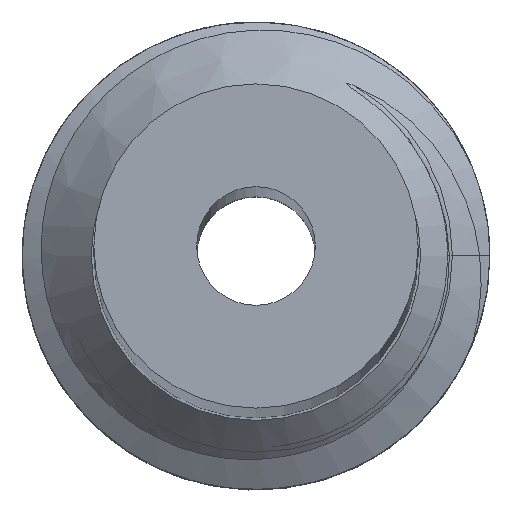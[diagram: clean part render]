
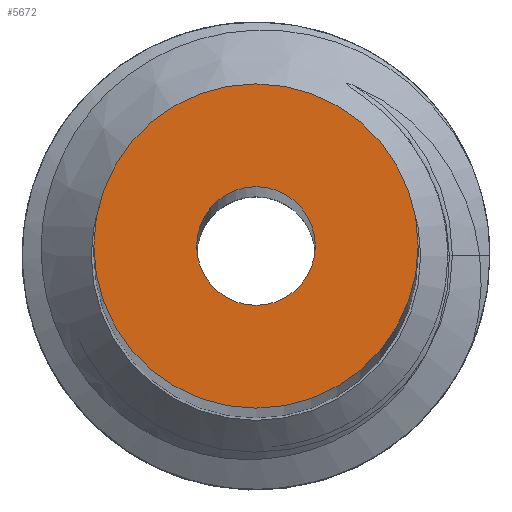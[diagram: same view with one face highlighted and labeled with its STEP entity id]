
A CAD part, top view. The second image highlights one B-rep face of the part: STEP entity #5672.
In plain terms, the highlighted planar face has unit normal (0, 0, 1).
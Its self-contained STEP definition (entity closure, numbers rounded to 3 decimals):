
#5506 = VERTEX_POINT('',#5507);
#5507 = CARTESIAN_POINT('',(4.1,0.,140.));
#5514 = CYLINDRICAL_SURFACE('',#5515,4.1);
#5515 = AXIS2_PLACEMENT_3D('',#5516,#5517,#5518);
#5516 = CARTESIAN_POINT('',(0.,0.,0.));
#5517 = DIRECTION('',(-0.,-0.,-1.));
#5518 = DIRECTION('',(1.,0.,0.));
#5533 = EDGE_CURVE('',#5506,#5506,#5534,.T.);
#5534 = SURFACE_CURVE('',#5535,(#5540,#5547),.PCURVE_S1.);
#5535 = CIRCLE('',#5536,4.1);
#5536 = AXIS2_PLACEMENT_3D('',#5537,#5538,#5539);
#5537 = CARTESIAN_POINT('',(0.,0.,140.));
#5538 = DIRECTION('',(0.,0.,1.));
#5539 = DIRECTION('',(1.,0.,0.));
#5540 = PCURVE('',#5514,#5541);
#5541 = DEFINITIONAL_REPRESENTATION('',(#5542),#5546);
#5542 = LINE('',#5543,#5544);
#5543 = CARTESIAN_POINT('',(-0.,-140.));
#5544 = VECTOR('',#5545,1.);
#5545 = DIRECTION('',(-1.,0.));
#5546 = ( GEOMETRIC_REPRESENTATION_CONTEXT(2) 
PARAMETRIC_REPRESENTATION_CONTEXT() REPRESENTATION_CONTEXT('2D SPACE',''
  ) );
#5547 = PCURVE('',#5548,#5553);
#5548 = PLANE('',#5549);
#5549 = AXIS2_PLACEMENT_3D('',#5550,#5551,#5552);
#5550 = CARTESIAN_POINT('',(0.,0.,140.));
#5551 = DIRECTION('',(0.,0.,1.));
#5552 = DIRECTION('',(1.,0.,0.));
#5553 = DEFINITIONAL_REPRESENTATION('',(#5554),#5558);
#5554 = CIRCLE('',#5555,4.1);
#5555 = AXIS2_PLACEMENT_2D('',#5556,#5557);
#5556 = CARTESIAN_POINT('',(0.,0.));
#5557 = DIRECTION('',(1.,0.));
#5558 = ( GEOMETRIC_REPRESENTATION_CONTEXT(2) 
PARAMETRIC_REPRESENTATION_CONTEXT() REPRESENTATION_CONTEXT('2D SPACE',''
  ) );
#5594 = VERTEX_POINT('',#5595);
#5595 = CARTESIAN_POINT('',(1.5,0.,140.));
#5602 = CYLINDRICAL_SURFACE('',#5603,1.5);
#5603 = AXIS2_PLACEMENT_3D('',#5604,#5605,#5606);
#5604 = CARTESIAN_POINT('',(0.,0.,0.));
#5605 = DIRECTION('',(-0.,-0.,-1.));
#5606 = DIRECTION('',(1.,0.,0.));
#5621 = EDGE_CURVE('',#5594,#5594,#5622,.T.);
#5622 = SURFACE_CURVE('',#5623,(#5628,#5635),.PCURVE_S1.);
#5623 = CIRCLE('',#5624,1.5);
#5624 = AXIS2_PLACEMENT_3D('',#5625,#5626,#5627);
#5625 = CARTESIAN_POINT('',(0.,0.,140.));
#5626 = DIRECTION('',(0.,0.,1.));
#5627 = DIRECTION('',(1.,0.,0.));
#5628 = PCURVE('',#5602,#5629);
#5629 = DEFINITIONAL_REPRESENTATION('',(#5630),#5634);
#5630 = LINE('',#5631,#5632);
#5631 = CARTESIAN_POINT('',(-0.,-140.));
#5632 = VECTOR('',#5633,1.);
#5633 = DIRECTION('',(-1.,0.));
#5634 = ( GEOMETRIC_REPRESENTATION_CONTEXT(2) 
PARAMETRIC_REPRESENTATION_CONTEXT() REPRESENTATION_CONTEXT('2D SPACE',''
  ) );
#5635 = PCURVE('',#5548,#5636);
#5636 = DEFINITIONAL_REPRESENTATION('',(#5637),#5641);
#5637 = CIRCLE('',#5638,1.5);
#5638 = AXIS2_PLACEMENT_2D('',#5639,#5640);
#5639 = CARTESIAN_POINT('',(0.,0.));
#5640 = DIRECTION('',(1.,0.));
#5641 = ( GEOMETRIC_REPRESENTATION_CONTEXT(2) 
PARAMETRIC_REPRESENTATION_CONTEXT() REPRESENTATION_CONTEXT('2D SPACE',''
  ) );
#5672 = ADVANCED_FACE('',(#5673,#5676),#5548,.T.);
#5673 = FACE_BOUND('',#5674,.T.);
#5674 = EDGE_LOOP('',(#5675));
#5675 = ORIENTED_EDGE('',*,*,#5533,.T.);
#5676 = FACE_BOUND('',#5677,.F.);
#5677 = EDGE_LOOP('',(#5678));
#5678 = ORIENTED_EDGE('',*,*,#5621,.T.);
